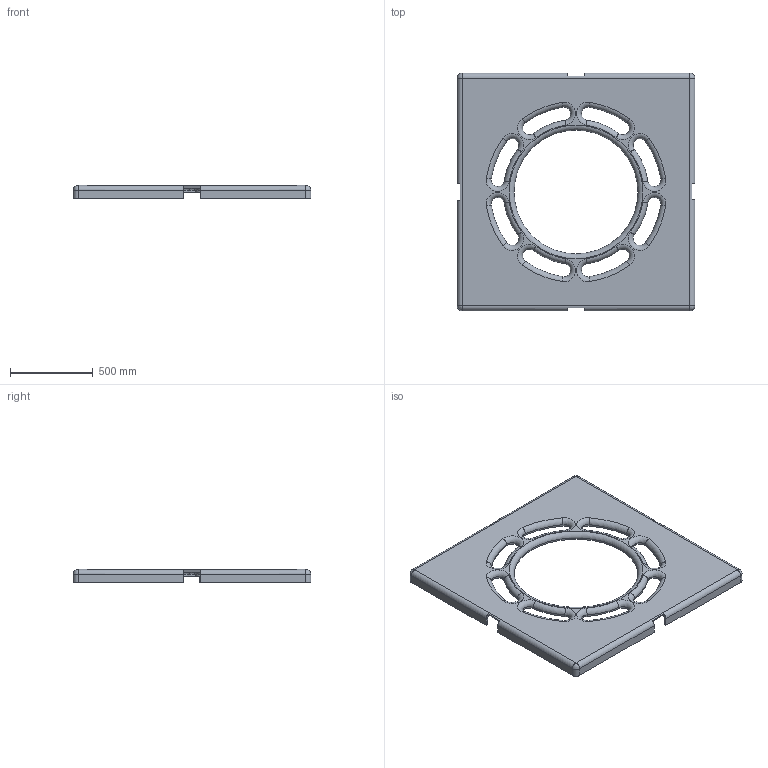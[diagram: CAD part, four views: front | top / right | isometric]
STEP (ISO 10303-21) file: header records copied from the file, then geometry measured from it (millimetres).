
FILE_DESCRIPTION(/* description */ (''),/* implementation_level */ '2;1');
FILE_NAME(/* name */ '16196.070X_3D.stp',/* time_stamp */ '2024-12-12T06:56:44+01:00',/* author */ ('CAD'),/* organization */ (''),/* preprocessor_version */ 'ST-DEVELOPER v20',/* originating_system */ 'AutoCAD Mechanical',/* authorisation */ '');
FILE_SCHEMA (('AUTOMOTIVE_DESIGN { 1 0 10303 214 3 1 1 }'));
Length unit declared in the file: centimetre
Products named in the file (2): Product; *S0
Assembly tree (1 placements, depth 2):
  Product
    *S0
Bounding box: 1440 x 1440 x 80 mm (x, y, z)
Volume: 27878518.2 mm3; surface area: 3934582.7 mm2
Topology: 1 solids, 1 shells, 199 faces, 476 edges, 288 vertices
Faces by surface type: cylinder 82, torus 66, plane 43, sphere 8
Full cylindrical faces by diameter (mm): 750 x1, 780 x1
Entity records: 5919 total; most frequent: DIRECTION 1194, CARTESIAN_POINT 966, ORIENTED_EDGE 952, AXIS2_PLACEMENT_3D 516, EDGE_CURVE 476, CIRCLE 314, VERTEX_POINT 288, EDGE_LOOP 226
